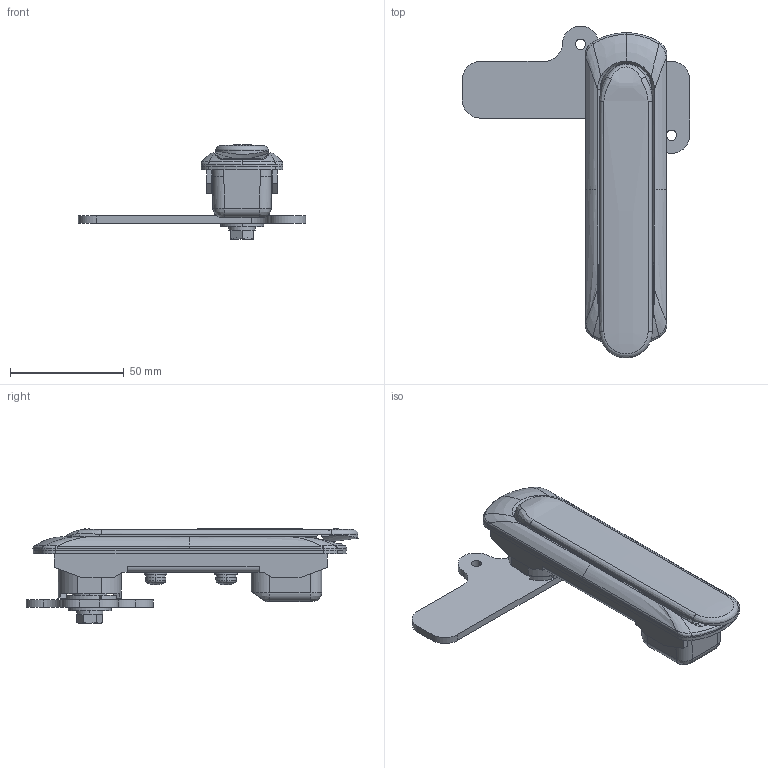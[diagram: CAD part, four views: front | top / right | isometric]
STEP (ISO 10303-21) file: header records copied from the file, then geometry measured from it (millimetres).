
FILE_DESCRIPTION (( 'STEP AP203' ), '1' );
FILE_NAME ('A-464-1-2.STEP', '2021-04-08T22:45:19', ( '' ), ( '' ), 'SwSTEP 2.0', 'SolidWorks 2018', '' );
FILE_SCHEMA (( 'CONFIG_CONTROL_DESIGN' ));
Length unit declared in the file: millimetre
Products named in the file (14): A-464-1-2_body_; A-464-1-2_cross-recessed head machine screw_ver1.05__M5x14十字穴付なべ小ねじ(鉄)ダブルセムス(P3); A-464-1-2_shaft_; A-464-1-2; A-464-1-2_hex head bolt_ver1.06__M6x12十字穴付六角ボルト(鉄)SWシングルセムス(P2); A-464-1-2_shaft bush_; A-464-1-2_stopper plate washer_; A-464-1-2_packing__Assy; A-464-1-2_handle Assy_; A-464-1-2_stopper plate_; A-464-1-2_handle_; A-464-1-2_stopper_; A-464-1-2_fixing plate_; A-464-1-2_shaft pin_
Assembly tree (14 placements, depth 3):
  A-464-1-2
    A-464-1-2_body_
    A-464-1-2_handle Assy_
      A-464-1-2_handle_
      A-464-1-2_shaft pin_
    A-464-1-2_shaft_
    A-464-1-2_shaft bush_
    A-464-1-2_stopper_
    A-464-1-2_packing__Assy
    A-464-1-2_fixing plate_
    A-464-1-2_stopper plate_
    A-464-1-2_stopper plate washer_
    A-464-1-2_hex head bolt_ver1.06__M6x12十字穴付六角ボルト(鉄)SWシングルセムス(P2)
    A-464-1-2_cross-recessed head machine screw_ver1.05__M5x14十字穴付なべ小ねじ(鉄)ダブルセムス(P3)  x2
Bounding box: 100 x 146 x 41.45 mm (x, y, z)
Volume: 83246.1 mm3; surface area: 53678.9 mm2
Topology: 13 solids, 13 shells, 590 faces, 1492 edges, 941 vertices
Faces by surface type: plane 249, cylinder 209, bspline 61, cone 45, sphere 15, torus 11
Entity records: 21514 total; most frequent: CARTESIAN_POINT 7360, ORIENTED_EDGE 2724, DIRECTION 2550, EDGE_CURVE 1362, AXIS2_PLACEMENT_3D 944, VERTEX_POINT 863, LINE 662, VECTOR 662
